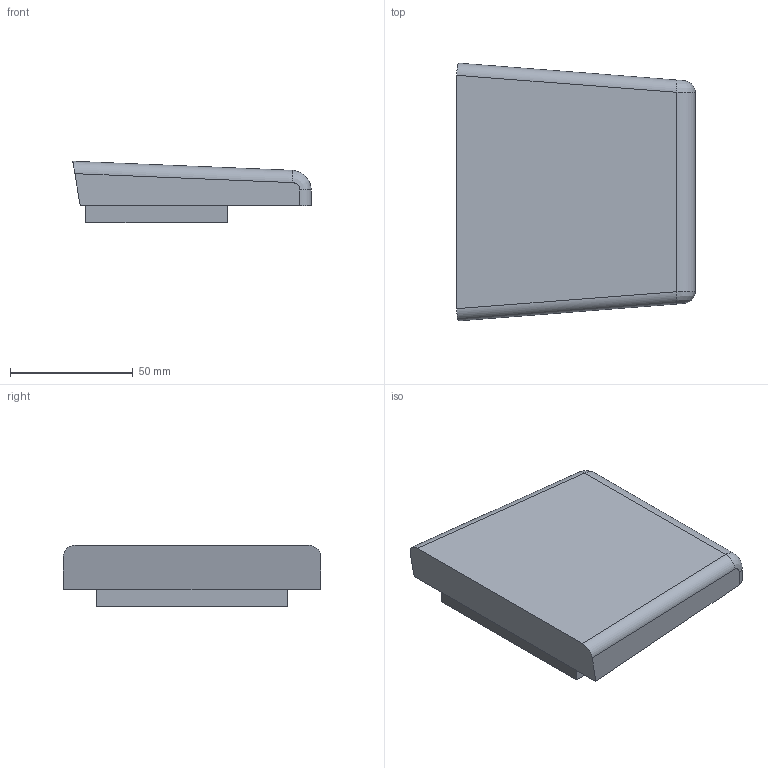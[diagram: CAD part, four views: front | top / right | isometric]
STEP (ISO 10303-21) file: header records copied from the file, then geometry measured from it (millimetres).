
FILE_DESCRIPTION(('FreeCAD Model'),'2;1');
FILE_NAME('Open CASCADE Shape Model','2024-04-21T22:04:10',(''),(''), 'Open CASCADE STEP processor 7.7','FreeCAD','Unknown');
FILE_SCHEMA(('AUTOMOTIVE_DESIGN { 1 0 10303 214 1 1 1 1 }'));
Length unit declared in the file: millimetre
Products named in the file (1): Fillet001
Bounding box: 97.03 x 104.87 x 25 mm (x, y, z)
Volume: 178264 mm3; surface area: 25962.8 mm2
Topology: 1 solids, 1 shells, 18 faces, 41 edges, 26 vertices
Faces by surface type: plane 11, cylinder 5, bspline 2
Entity records: 1196 total; most frequent: CARTESIAN_POINT 372, DIRECTION 139, LINE 89, VECTOR 89, ORIENTED_EDGE 82, PCURVE 82, DEFINITIONAL_REPRESENTATION 82, EDGE_CURVE 41
